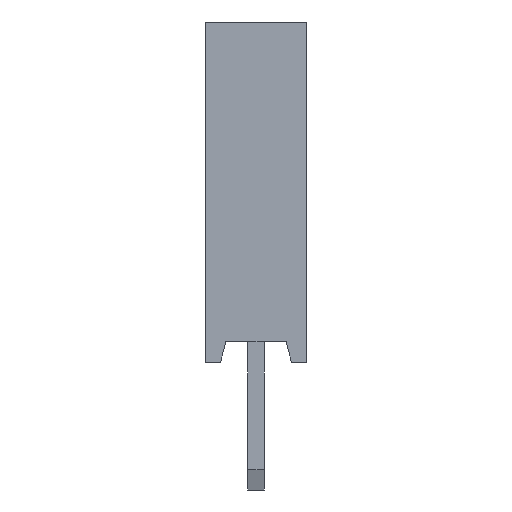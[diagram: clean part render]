
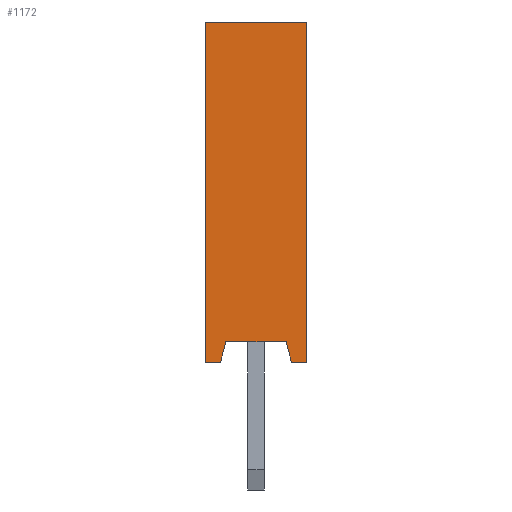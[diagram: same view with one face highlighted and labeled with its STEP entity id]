
A CAD part, left-side view. The second image highlights one B-rep face of the part: STEP entity #1172.
In plain terms, the highlighted planar face has unit normal (-1, 0, 0).
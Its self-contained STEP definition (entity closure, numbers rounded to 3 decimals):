
#206 = VECTOR ( 'NONE', #13934, 1000. ) ;
#775 = VERTEX_POINT ( 'NONE', #14228 ) ;
#1128 = VERTEX_POINT ( 'NONE', #14061 ) ;
#1172 = ADVANCED_FACE ( 'NONE', ( #9623 ), #4008, .F. ) ;
#1235 = ORIENTED_EDGE ( 'NONE', *, *, #3521, .F. ) ;
#1649 = DIRECTION ( 'NONE',  ( 0., 0.966, -0.259 ) ) ;
#1719 = LINE ( 'NONE', #7341, #12642 ) ;
#1858 = CARTESIAN_POINT ( 'NONE',  ( -10.16, 8.509, 1.27 ) ) ;
#1974 = VERTEX_POINT ( 'NONE', #12851 ) ;
#2610 = LINE ( 'NONE', #12812, #10321 ) ;
#2985 = CARTESIAN_POINT ( 'NONE',  ( -10.16, 0.508, -0.753 ) ) ;
#3178 = VERTEX_POINT ( 'NONE', #7652 ) ;
#3416 = CARTESIAN_POINT ( 'NONE',  ( -10.16, 8.509, -1.27 ) ) ;
#3521 = EDGE_CURVE ( 'NONE', #6723, #1128, #7266, .T. ) ;
#3527 = VERTEX_POINT ( 'NONE', #7018 ) ;
#3771 = EDGE_LOOP ( 'NONE', ( #8875, #5462, #1235, #6949, #11018, #14285, #7069, #4987 ) ) ;
#3883 = EDGE_CURVE ( 'NONE', #3527, #6379, #2610, .T. ) ;
#4003 = LINE ( 'NONE', #1858, #13985 ) ;
#4008 = PLANE ( 'NONE',  #10395 ) ;
#4895 = DIRECTION ( 'NONE',  ( 0., 1., 0. ) ) ;
#4987 = ORIENTED_EDGE ( 'NONE', *, *, #9791, .F. ) ;
#5120 = CARTESIAN_POINT ( 'NONE',  ( -10.16, 8.509, -1.27 ) ) ;
#5416 = EDGE_CURVE ( 'NONE', #9306, #775, #10150, .T. ) ;
#5462 = ORIENTED_EDGE ( 'NONE', *, *, #13396, .F. ) ;
#5748 = VECTOR ( 'NONE', #5773, 1000. ) ;
#5773 = DIRECTION ( 'NONE',  ( 0., 0., 1. ) ) ;
#6379 = VERTEX_POINT ( 'NONE', #2985 ) ;
#6704 = DIRECTION ( 'NONE',  ( 0., -0.966, -0.259 ) ) ;
#6723 = VERTEX_POINT ( 'NONE', #10712 ) ;
#6949 = ORIENTED_EDGE ( 'NONE', *, *, #14535, .F. ) ;
#7018 = CARTESIAN_POINT ( 'NONE',  ( -10.16, 0.508, 0.753 ) ) ;
#7069 = ORIENTED_EDGE ( 'NONE', *, *, #8784, .F. ) ;
#7115 = DIRECTION ( 'NONE',  ( 0., 0., -1. ) ) ;
#7266 = LINE ( 'NONE', #11775, #206 ) ;
#7267 = VECTOR ( 'NONE', #12742, 1000. ) ;
#7341 = CARTESIAN_POINT ( 'NONE',  ( -10.16, 0., 0.889 ) ) ;
#7652 = CARTESIAN_POINT ( 'NONE',  ( -10.16, 0., 0.889 ) ) ;
#8159 = LINE ( 'NONE', #9332, #7267 ) ;
#8194 = EDGE_CURVE ( 'NONE', #3178, #3527, #1719, .T. ) ;
#8443 = CARTESIAN_POINT ( 'NONE',  ( -10.16, 0., 0. ) ) ;
#8519 = DIRECTION ( 'NONE',  ( 1., 0., 0. ) ) ;
#8784 = EDGE_CURVE ( 'NONE', #1974, #3178, #11372, .T. ) ;
#8875 = ORIENTED_EDGE ( 'NONE', *, *, #5416, .F. ) ;
#9003 = CARTESIAN_POINT ( 'NONE',  ( -10.16, 0.508, -0.753 ) ) ;
#9090 = DIRECTION ( 'NONE',  ( 0., 0., -1. ) ) ;
#9306 = VERTEX_POINT ( 'NONE', #5120 ) ;
#9332 = CARTESIAN_POINT ( 'NONE',  ( -10.16, 0., -1.27 ) ) ;
#9623 = FACE_OUTER_BOUND ( 'NONE', #3771, .T. ) ;
#9791 = EDGE_CURVE ( 'NONE', #775, #1974, #4003, .T. ) ;
#10150 = LINE ( 'NONE', #3416, #5748 ) ;
#10321 = VECTOR ( 'NONE', #7115, 1000. ) ;
#10395 = AXIS2_PLACEMENT_3D ( 'NONE', #8443, #8519, #4895 ) ;
#10647 = DIRECTION ( 'NONE',  ( 0., -1., 0. ) ) ;
#10712 = CARTESIAN_POINT ( 'NONE',  ( -10.16, 0., -0.889 ) ) ;
#11018 = ORIENTED_EDGE ( 'NONE', *, *, #3883, .F. ) ;
#11208 = LINE ( 'NONE', #9003, #12023 ) ;
#11352 = VECTOR ( 'NONE', #9090, 1000. ) ;
#11372 = LINE ( 'NONE', #12424, #11352 ) ;
#11775 = CARTESIAN_POINT ( 'NONE',  ( -10.16, 0., -0.889 ) ) ;
#12023 = VECTOR ( 'NONE', #6704, 1000. ) ;
#12424 = CARTESIAN_POINT ( 'NONE',  ( -10.16, 0., 1.27 ) ) ;
#12642 = VECTOR ( 'NONE', #1649, 1000. ) ;
#12742 = DIRECTION ( 'NONE',  ( 0., 1., 0. ) ) ;
#12812 = CARTESIAN_POINT ( 'NONE',  ( -10.16, 0.508, 0.753 ) ) ;
#12851 = CARTESIAN_POINT ( 'NONE',  ( -10.16, 0., 1.27 ) ) ;
#13396 = EDGE_CURVE ( 'NONE', #1128, #9306, #8159, .T. ) ;
#13934 = DIRECTION ( 'NONE',  ( 0., 0., -1. ) ) ;
#13985 = VECTOR ( 'NONE', #10647, 1000. ) ;
#14061 = CARTESIAN_POINT ( 'NONE',  ( -10.16, 0., -1.27 ) ) ;
#14228 = CARTESIAN_POINT ( 'NONE',  ( -10.16, 8.509, 1.27 ) ) ;
#14285 = ORIENTED_EDGE ( 'NONE', *, *, #8194, .F. ) ;
#14535 = EDGE_CURVE ( 'NONE', #6379, #6723, #11208, .T. ) ;
